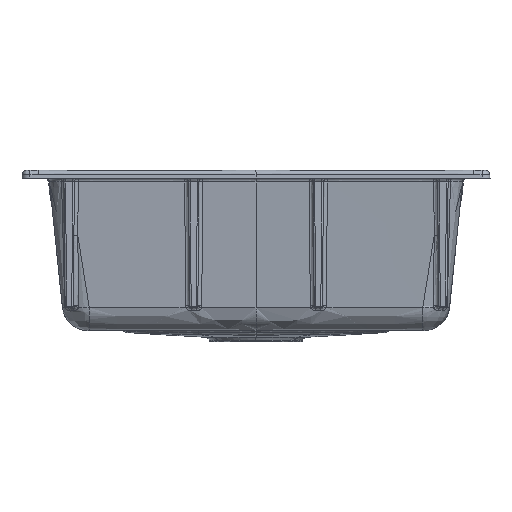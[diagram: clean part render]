
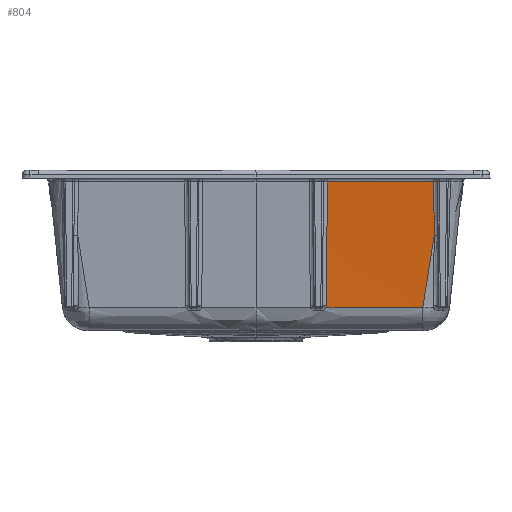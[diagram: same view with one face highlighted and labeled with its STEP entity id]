
A CAD part, front view. The second image highlights one B-rep face of the part: STEP entity #804.
In plain terms, the highlighted free-form (B-spline) face has degree [3, 3] with [4, 4] control points.
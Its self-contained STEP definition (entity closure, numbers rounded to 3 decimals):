
#331=(
BOUNDED_CURVE()
B_SPLINE_CURVE(3,(#13125,#13126,#13127,#13128),.UNSPECIFIED.,.F.,.F.)
B_SPLINE_CURVE_WITH_KNOTS((4,4),(0.,1.),.UNSPECIFIED.)
CURVE()
GEOMETRIC_REPRESENTATION_ITEM()
RATIONAL_B_SPLINE_CURVE((1.,1.,1.,
1.))
REPRESENTATION_ITEM('')
);
#804=ADVANCED_FACE('',(#1263),#1044,.T.);
#1044=B_SPLINE_SURFACE_WITH_KNOTS('',3,3,((#13770,#13771,#13772,#13773),
(#13774,#13775,#13776,#13777),(#13778,#13779,#13780,#13781),(#13782,#13783,
#13784,#13785)),.UNSPECIFIED.,.F.,.F.,.F.,(4,4),(4,4),(0.,1.),(0.,1.),
 .UNSPECIFIED.);
#1263=FACE_OUTER_BOUND('',#1627,.T.);
#1627=EDGE_LOOP('',(#2605,#2606,#2607,#2608,#2609,#2610,#2611,#2612));
#2605=ORIENTED_EDGE('',*,*,#4457,.F.);
#2606=ORIENTED_EDGE('',*,*,#4458,.T.);
#2607=ORIENTED_EDGE('',*,*,#4373,.T.);
#2608=ORIENTED_EDGE('',*,*,#4388,.F.);
#2609=ORIENTED_EDGE('',*,*,#4370,.F.);
#2610=ORIENTED_EDGE('',*,*,#4369,.T.);
#2611=ORIENTED_EDGE('',*,*,#4459,.T.);
#2612=ORIENTED_EDGE('',*,*,#4425,.F.);
#3723=VERTEX_POINT('',#11976);
#3741=VERTEX_POINT('',#12533);
#3749=VERTEX_POINT('',#12744);
#3750=VERTEX_POINT('',#12786);
#3752=VERTEX_POINT('',#13020);
#3781=VERTEX_POINT('',#13438);
#3784=VERTEX_POINT('',#13470);
#3800=VERTEX_POINT('',#13729);
#4369=EDGE_CURVE('',#3750,#3749,#5116,.T.);
#4370=EDGE_CURVE('',#3750,#3741,#5117,.T.);
#4373=EDGE_CURVE('',#3752,#3723,#5119,.T.);
#4388=EDGE_CURVE('',#3741,#3723,#331,.T.);
#4425=EDGE_CURVE('',#3784,#3781,#5143,.T.);
#4457=EDGE_CURVE('',#3800,#3784,#5163,.T.);
#4458=EDGE_CURVE('',#3800,#3752,#5164,.T.);
#4459=EDGE_CURVE('',#3749,#3781,#5165,.T.);
#5116=B_SPLINE_CURVE_WITH_KNOTS('',3,(#12771,#12772,#12773,#12774,#12775,
#12776,#12777,#12778,#12779,#12780,#12781,#12782,#12783,#12784,#12785),
 .UNSPECIFIED.,.F.,.F.,(4,2,2,1,1,1,2,2,4),(0.,0.5,0.625,
0.687,0.719,0.734,0.742,
0.75,1.),.UNSPECIFIED.);
#5117=B_SPLINE_CURVE_WITH_KNOTS('',3,(#12787,#12788,#12789,#12790),
 .UNSPECIFIED.,.F.,.F.,(4,4),(0.,1.),.UNSPECIFIED.);
#5119=B_SPLINE_CURVE_WITH_KNOTS('',3,(#13025,#13026,#13027,#13028),
 .UNSPECIFIED.,.F.,.F.,(4,4),(0.,1.),.UNSPECIFIED.);
#5143=B_SPLINE_CURVE_WITH_KNOTS('',3,(#13472,#13473,#13474,#13475,#13476,
#13477,#13478,#13479),.UNSPECIFIED.,.F.,.F.,(4,2,2,4),(0.,0.073,
0.367,1.),.UNSPECIFIED.);
#5163=B_SPLINE_CURVE_WITH_KNOTS('',3,(#13725,#13726,#13727,#13728),
 .UNSPECIFIED.,.F.,.F.,(4,4),(0.,1.),.UNSPECIFIED.);
#5164=B_SPLINE_CURVE_WITH_KNOTS('',3,(#13730,#13731,#13732,#13733,#13734,
#13735,#13736,#13737,#13738,#13739,#13740,#13741,#13742,#13743,#13744,#13745,
#13746,#13747,#13748,#13749,#13750,#13751,#13752,#13753,#13754,#13755,#13756,
#13757,#13758,#13759,#13760,#13761,#13762,#13763),.UNSPECIFIED.,.F.,.F.,
(4,2,2,1,1,2,2,2,2,1,1,2,2,2,2,1,1,2,2,4),(0.,0.125,0.187,
0.219,0.234,0.242,0.25,
0.375,0.437,0.469,0.484,
0.492,0.5,0.625,0.687,
0.719,0.734,0.742,0.75,
1.),.UNSPECIFIED.);
#5165=B_SPLINE_CURVE_WITH_KNOTS('',3,(#13764,#13765,#13766,#13767,#13768,
#13769),.UNSPECIFIED.,.F.,.F.,(4,2,4),(0.,0.13,1.),
 .UNSPECIFIED.);
#11976=CARTESIAN_POINT('',(89.644,-171.108,-175.914));
#12533=CARTESIAN_POINT('',(213.658,-171.305,-175.941));
#12744=CARTESIAN_POINT('',(228.396,-181.038,-83.29));
#12771=CARTESIAN_POINT('',(213.916,-171.475,-174.32));
#12772=CARTESIAN_POINT('',(216.125,-172.936,-160.372));
#12773=CARTESIAN_POINT('',(218.489,-174.5,-145.462));
#12774=CARTESIAN_POINT('',(221.639,-176.58,-125.662));
#12775=CARTESIAN_POINT('',(222.279,-177.003,-121.642));
#12776=CARTESIAN_POINT('',(223.254,-177.646,-115.524));
#12777=CARTESIAN_POINT('',(223.745,-177.97,-112.442));
#12778=CARTESIAN_POINT('',(224.324,-178.352,-108.808));
#12779=CARTESIAN_POINT('',(224.615,-178.544,-106.981));
#12780=CARTESIAN_POINT('',(224.741,-178.627,-106.196));
#12781=CARTESIAN_POINT('',(224.824,-178.682,-105.673));
#12782=CARTESIAN_POINT('',(224.872,-178.714,-105.369));
#12783=CARTESIAN_POINT('',(226.037,-179.482,-98.063));
#12784=CARTESIAN_POINT('',(227.199,-180.249,-90.777));
#12785=CARTESIAN_POINT('',(228.395,-181.038,-83.29));
#12786=CARTESIAN_POINT('',(213.915,-171.475,-174.32));
#12787=CARTESIAN_POINT('',(213.915,-171.475,-174.319));
#12788=CARTESIAN_POINT('',(213.829,-171.418,-174.86));
#12789=CARTESIAN_POINT('',(213.744,-171.361,-175.401));
#12790=CARTESIAN_POINT('',(213.659,-171.305,-175.941));
#13020=CARTESIAN_POINT('',(90.046,-171.345,-173.638));
#13025=CARTESIAN_POINT('',(90.046,-171.345,-173.638));
#13026=CARTESIAN_POINT('',(90.039,-171.264,-174.419));
#13027=CARTESIAN_POINT('',(89.905,-171.185,-175.177));
#13028=CARTESIAN_POINT('',(89.644,-171.108,-175.914));
#13125=CARTESIAN_POINT('',(213.656,-171.305,-175.941));
#13126=CARTESIAN_POINT('',(172.319,-171.241,-175.923));
#13127=CARTESIAN_POINT('',(130.981,-171.176,-175.914));
#13128=CARTESIAN_POINT('',(89.644,-171.108,-175.914));
#13438=CARTESIAN_POINT('',(227.763,-188.253,-14.478));
#13470=CARTESIAN_POINT('',(91.513,-187.873,-14.483));
#13472=CARTESIAN_POINT('',(91.513,-187.873,-14.483));
#13473=CARTESIAN_POINT('',(94.846,-187.881,-14.483));
#13474=CARTESIAN_POINT('',(98.179,-187.888,-14.482));
#13475=CARTESIAN_POINT('',(114.846,-187.927,-14.482));
#13476=CARTESIAN_POINT('',(128.179,-187.96,-14.482));
#13477=CARTESIAN_POINT('',(170.263,-188.072,-14.48));
#13478=CARTESIAN_POINT('',(199.013,-188.158,-14.479));
#13479=CARTESIAN_POINT('',(227.763,-188.253,-14.478));
#13725=CARTESIAN_POINT('',(91.494,-187.665,-16.483));
#13726=CARTESIAN_POINT('',(91.5,-187.734,-15.817));
#13727=CARTESIAN_POINT('',(91.506,-187.804,-15.151));
#13728=CARTESIAN_POINT('',(91.513,-187.873,-14.483));
#13729=CARTESIAN_POINT('',(91.494,-187.665,-16.483));
#13730=CARTESIAN_POINT('',(91.494,-187.665,-16.483));
#13731=CARTESIAN_POINT('',(91.431,-186.956,-23.3));
#13732=CARTESIAN_POINT('',(91.37,-186.26,-29.983));
#13733=CARTESIAN_POINT('',(91.279,-185.239,-39.805));
#13734=CARTESIAN_POINT('',(91.249,-184.902,-43.046));
#13735=CARTESIAN_POINT('',(91.205,-184.402,-47.856));
#13736=CARTESIAN_POINT('',(91.183,-184.153,-50.248));
#13737=CARTESIAN_POINT('',(91.157,-183.865,-53.017));
#13738=CARTESIAN_POINT('',(91.146,-183.742,-54.199));
#13739=CARTESIAN_POINT('',(91.139,-183.661,-54.986));
#13740=CARTESIAN_POINT('',(91.136,-183.624,-55.343));
#13741=CARTESIAN_POINT('',(91.069,-182.868,-62.613));
#13742=CARTESIAN_POINT('',(91.007,-182.172,-69.308));
#13743=CARTESIAN_POINT('',(90.916,-181.152,-79.13));
#13744=CARTESIAN_POINT('',(90.887,-180.815,-82.367));
#13745=CARTESIAN_POINT('',(90.843,-180.317,-87.168));
#13746=CARTESIAN_POINT('',(90.821,-180.069,-89.555));
#13747=CARTESIAN_POINT('',(90.795,-179.782,-92.315));
#13748=CARTESIAN_POINT('',(90.784,-179.66,-93.493));
#13749=CARTESIAN_POINT('',(90.777,-179.579,-94.277));
#13750=CARTESIAN_POINT('',(90.774,-179.542,-94.63));
#13751=CARTESIAN_POINT('',(90.707,-178.784,-101.93));
#13752=CARTESIAN_POINT('',(90.644,-178.087,-108.64));
#13753=CARTESIAN_POINT('',(90.554,-177.068,-118.462));
#13754=CARTESIAN_POINT('',(90.524,-176.732,-121.696));
#13755=CARTESIAN_POINT('',(90.48,-176.235,-126.486));
#13756=CARTESIAN_POINT('',(90.458,-175.988,-128.866));
#13757=CARTESIAN_POINT('',(90.433,-175.703,-131.616));
#13758=CARTESIAN_POINT('',(90.422,-175.581,-132.789));
#13759=CARTESIAN_POINT('',(90.415,-175.5,-133.57));
#13760=CARTESIAN_POINT('',(90.412,-175.464,-133.917));
#13761=CARTESIAN_POINT('',(90.281,-173.987,-148.161));
#13762=CARTESIAN_POINT('',(90.16,-172.628,-161.257));
#13763=CARTESIAN_POINT('',(90.046,-171.345,-173.638));
#13764=CARTESIAN_POINT('',(228.396,-181.038,-83.29));
#13765=CARTESIAN_POINT('',(228.368,-181.35,-80.306));
#13766=CARTESIAN_POINT('',(228.341,-181.663,-77.322));
#13767=CARTESIAN_POINT('',(228.13,-184.068,-54.385));
#13768=CARTESIAN_POINT('',(227.946,-186.161,-34.432));
#13769=CARTESIAN_POINT('',(227.763,-188.253,-14.478));
#13770=CARTESIAN_POINT('',(229.013,-188.359,-13.51));
#13771=CARTESIAN_POINT('',(231.491,-182.652,-67.978));
#13772=CARTESIAN_POINT('',(233.971,-176.945,-122.447));
#13773=CARTESIAN_POINT('',(236.456,-171.238,-176.915));
#13774=CARTESIAN_POINT('',(156.09,-188.117,-13.502));
#13775=CARTESIAN_POINT('',(166.52,-182.466,-67.97));
#13776=CARTESIAN_POINT('',(176.951,-176.814,-122.437));
#13777=CARTESIAN_POINT('',(187.385,-171.163,-176.904));
#13778=CARTESIAN_POINT('',(83.167,-187.936,-13.496));
#13779=CARTESIAN_POINT('',(101.548,-182.319,-67.964));
#13780=CARTESIAN_POINT('',(119.931,-176.703,-122.431));
#13781=CARTESIAN_POINT('',(138.315,-171.086,-176.898));
#13782=CARTESIAN_POINT('',(10.243,-187.818,-13.492));
#13783=CARTESIAN_POINT('',(36.577,-182.214,-67.961));
#13784=CARTESIAN_POINT('',(62.911,-176.61,-122.43));
#13785=CARTESIAN_POINT('',(89.244,-171.005,-176.899));
